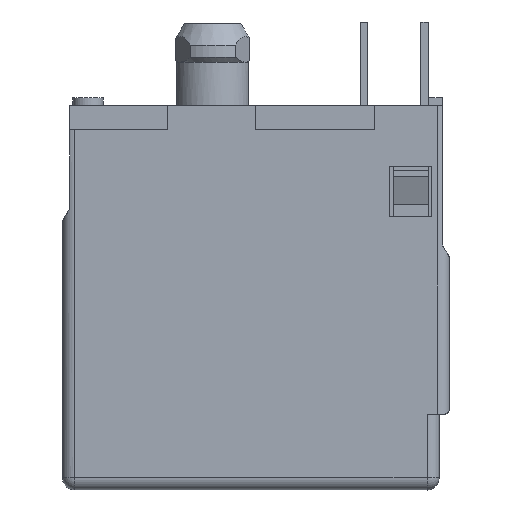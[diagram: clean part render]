
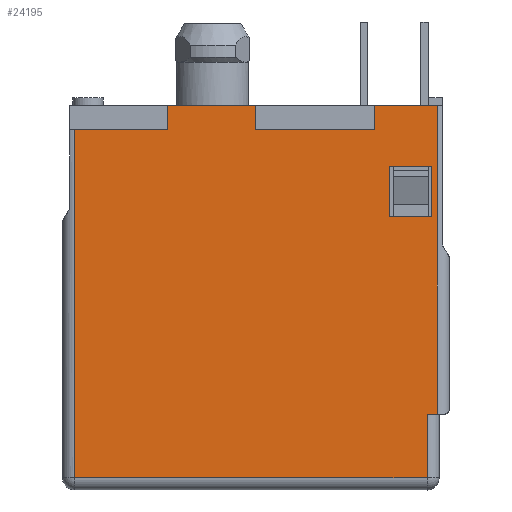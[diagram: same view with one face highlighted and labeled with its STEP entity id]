
A CAD part, left-side view. The second image highlights one B-rep face of the part: STEP entity #24195.
In plain terms, the highlighted planar face has unit normal (-1, 0, 0).
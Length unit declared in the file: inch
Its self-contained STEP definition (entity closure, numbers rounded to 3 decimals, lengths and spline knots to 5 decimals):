
#2098=ORIENTED_EDGE('',*,*,#9061,.T.);
#2099=ORIENTED_EDGE('',*,*,#9062,.T.);
#2100=ORIENTED_EDGE('',*,*,#9063,.T.);
#2101=ORIENTED_EDGE('',*,*,#9058,.T.);
#2102=ORIENTED_EDGE('',*,*,#9064,.T.);
#2103=ORIENTED_EDGE('',*,*,#9065,.T.);
#2104=ORIENTED_EDGE('',*,*,#9066,.T.);
#2105=ORIENTED_EDGE('',*,*,#9067,.T.);
#2106=ORIENTED_EDGE('',*,*,#8393,.T.);
#2107=ORIENTED_EDGE('',*,*,#9068,.F.);
#2108=ORIENTED_EDGE('',*,*,#8385,.T.);
#2109=ORIENTED_EDGE('',*,*,#9069,.T.);
#2110=ORIENTED_EDGE('',*,*,#8383,.T.);
#2111=ORIENTED_EDGE('',*,*,#9070,.F.);
#2112=ORIENTED_EDGE('',*,*,#9071,.T.);
#2113=ORIENTED_EDGE('',*,*,#9072,.T.);
#8383=EDGE_CURVE('',#11967,#11966,#14353,.T.);
#8385=EDGE_CURVE('',#11968,#11969,#14355,.T.);
#8393=EDGE_CURVE('',#11975,#11974,#14363,.T.);
#9058=EDGE_CURVE('',#12477,#12476,#14945,.T.);
#9061=EDGE_CURVE('',#12476,#12479,#14948,.T.);
#9062=EDGE_CURVE('',#12479,#12480,#14949,.T.);
#9063=EDGE_CURVE('',#12480,#12477,#14950,.T.);
#9064=EDGE_CURVE('',#12481,#12482,#14951,.T.);
#9065=EDGE_CURVE('',#12482,#12483,#14952,.T.);
#9066=EDGE_CURVE('',#12483,#12484,#14953,.T.);
#9067=EDGE_CURVE('',#12484,#11975,#14954,.T.);
#9068=EDGE_CURVE('',#11968,#11974,#14955,.T.);
#9069=EDGE_CURVE('',#11969,#11967,#14956,.T.);
#9070=EDGE_CURVE('',#12485,#11966,#14957,.T.);
#9071=EDGE_CURVE('',#12485,#12486,#14958,.T.);
#9072=EDGE_CURVE('',#12486,#12481,#14959,.T.);
#11966=VERTEX_POINT('',#34186);
#11967=VERTEX_POINT('',#34188);
#11968=VERTEX_POINT('',#34192);
#11969=VERTEX_POINT('',#34193);
#11974=VERTEX_POINT('',#34207);
#11975=VERTEX_POINT('',#34209);
#12476=VERTEX_POINT('',#35596);
#12477=VERTEX_POINT('',#35598);
#12479=VERTEX_POINT('',#35604);
#12480=VERTEX_POINT('',#35606);
#12481=VERTEX_POINT('',#35609);
#12482=VERTEX_POINT('',#35610);
#12483=VERTEX_POINT('',#35612);
#12484=VERTEX_POINT('',#35614);
#12485=VERTEX_POINT('',#35619);
#12486=VERTEX_POINT('',#35621);
#14353=LINE('',#34187,#17460);
#14355=LINE('',#34191,#17462);
#14363=LINE('',#34208,#17470);
#14945=LINE('',#35597,#18052);
#14948=LINE('',#35603,#18055);
#14949=LINE('',#35605,#18056);
#14950=LINE('',#35607,#18057);
#14951=LINE('',#35608,#18058);
#14952=LINE('',#35611,#18059);
#14953=LINE('',#35613,#18060);
#14954=LINE('',#35615,#18061);
#14955=LINE('',#35616,#18062);
#14956=LINE('',#35617,#18063);
#14957=LINE('',#35618,#18064);
#14958=LINE('',#35620,#18065);
#14959=LINE('',#35622,#18066);
#17460=VECTOR('',#27446,39.37008);
#17462=VECTOR('',#27450,39.37008);
#17470=VECTOR('',#27462,39.37008);
#18052=VECTOR('',#28510,39.37008);
#18055=VECTOR('',#28515,39.37008);
#18056=VECTOR('',#28516,39.37008);
#18057=VECTOR('',#28517,39.37008);
#18058=VECTOR('',#28518,39.37008);
#18059=VECTOR('',#28519,39.37008);
#18060=VECTOR('',#28520,39.37008);
#18061=VECTOR('',#28521,39.37008);
#18062=VECTOR('',#28522,39.37008);
#18063=VECTOR('',#28523,39.37008);
#18064=VECTOR('',#28524,39.37008);
#18065=VECTOR('',#28525,39.37008);
#18066=VECTOR('',#28526,39.37008);
#20538=EDGE_LOOP('',(#2098,#2099,#2100,#2101));
#20539=EDGE_LOOP('',(#2102,#2103,#2104,#2105,#2106,#2107,#2108,#2109,#2110,
#2111,#2112,#2113));
#21854=FACE_BOUND('',#20538,.T.);
#21855=FACE_BOUND('',#20539,.T.);
#23133=PLANE('',#25562);
#24195=ADVANCED_FACE('',(#21854,#21855),#23133,.F.);
#25562=AXIS2_PLACEMENT_3D('',#35602,#28513,#28514);
#27446=DIRECTION('',(0.,0.,-1.));
#27450=DIRECTION('',(0.,0.,1.));
#27462=DIRECTION('',(0.,0.,-1.));
#28510=DIRECTION('',(0.,-1.,0.));
#28513=DIRECTION('',(1.,0.,0.));
#28514=DIRECTION('',(0.,1.,0.));
#28515=DIRECTION('',(0.,0.,-1.));
#28516=DIRECTION('',(0.,1.,0.));
#28517=DIRECTION('',(0.,0.,1.));
#28518=DIRECTION('',(0.,0.,1.));
#28519=DIRECTION('',(0.,-1.,0.));
#28520=DIRECTION('',(0.,0.,1.));
#28521=DIRECTION('',(0.,1.,0.));
#28522=DIRECTION('',(0.,-1.,0.));
#28523=DIRECTION('',(0.,1.,0.));
#28524=DIRECTION('',(0.,-1.,0.));
#28525=DIRECTION('',(0.,0.,-1.));
#28526=DIRECTION('',(0.,-1.,0.));
#34186=CARTESIAN_POINT('',(-0.305,0.432,-0.04));
#34187=CARTESIAN_POINT('',(-0.305,0.432,0.));
#34188=CARTESIAN_POINT('',(-0.305,0.432,0.));
#34191=CARTESIAN_POINT('',(-0.305,0.287,-0.3075));
#34192=CARTESIAN_POINT('',(-0.305,0.287,-0.04));
#34193=CARTESIAN_POINT('',(-0.305,0.287,0.));
#34207=CARTESIAN_POINT('',(-0.305,0.09,-0.04));
#34208=CARTESIAN_POINT('',(-0.305,0.09,0.));
#34209=CARTESIAN_POINT('',(-0.305,0.09,0.));
#35596=CARTESIAN_POINT('',(-0.305,-0.005,-0.1));
#35597=CARTESIAN_POINT('',(-0.305,0.065,-0.1));
#35598=CARTESIAN_POINT('',(-0.305,0.065,-0.1));
#35602=CARTESIAN_POINT('',(-0.305,0.2855,-0.3075));
#35603=CARTESIAN_POINT('',(-0.305,-0.005,-0.3075));
#35604=CARTESIAN_POINT('',(-0.305,-0.005,-0.184));
#35605=CARTESIAN_POINT('',(-0.305,-0.005,-0.184));
#35606=CARTESIAN_POINT('',(-0.305,0.065,-0.184));
#35607=CARTESIAN_POINT('',(-0.305,0.065,-0.184));
#35608=CARTESIAN_POINT('',(-0.305,0.003,-0.615));
#35609=CARTESIAN_POINT('',(-0.305,0.003,-0.615));
#35610=CARTESIAN_POINT('',(-0.305,0.003,-0.51));
#35611=CARTESIAN_POINT('',(-0.305,0.003,-0.51));
#35612=CARTESIAN_POINT('',(-0.305,-0.014,-0.51));
#35613=CARTESIAN_POINT('',(-0.305,-0.014,-0.51));
#35614=CARTESIAN_POINT('',(-0.305,-0.014,0.));
#35615=CARTESIAN_POINT('',(-0.305,-0.014,0.));
#35616=CARTESIAN_POINT('',(-0.305,0.5125,-0.04));
#35617=CARTESIAN_POINT('',(-0.305,0.287,0.));
#35618=CARTESIAN_POINT('',(-0.305,0.585,-0.04));
#35619=CARTESIAN_POINT('',(-0.305,0.585,-0.04));
#35620=CARTESIAN_POINT('',(-0.305,0.585,-0.04));
#35621=CARTESIAN_POINT('',(-0.305,0.585,-0.615));
#35622=CARTESIAN_POINT('',(-0.305,0.585,-0.615));
